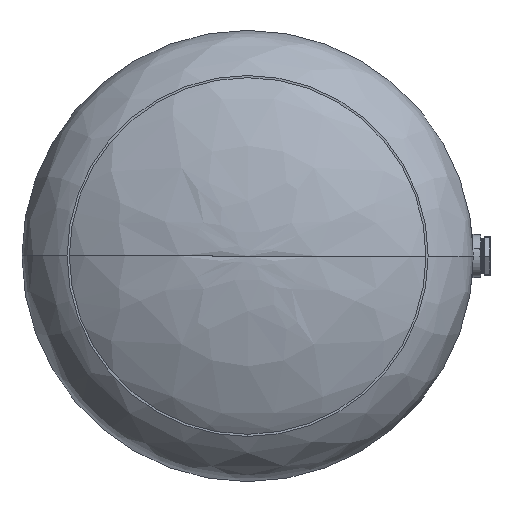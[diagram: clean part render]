
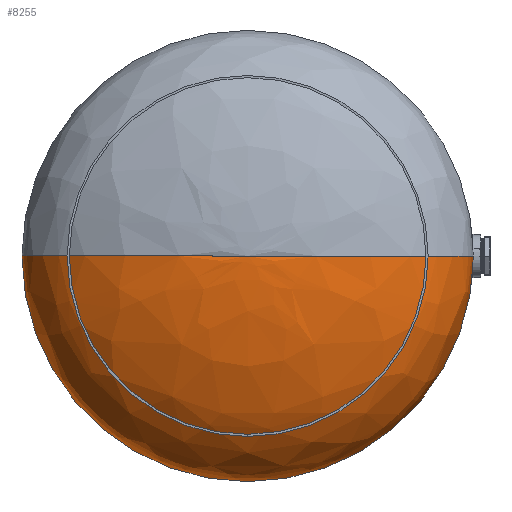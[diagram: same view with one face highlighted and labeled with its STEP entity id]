
A CAD part, left-side view. The second image highlights one B-rep face of the part: STEP entity #8255.
In plain terms, the highlighted free-form (B-spline) face has degree [3, 3] with [4, 4] control points.
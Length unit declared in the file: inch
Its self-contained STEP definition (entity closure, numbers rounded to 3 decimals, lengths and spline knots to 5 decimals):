
#432 = EDGE_LOOP ( 'NONE', ( #584, #5261, #11452 ) ) ;
#514 = CARTESIAN_POINT ( 'NONE',  ( 0., 8.375, 0. ) ) ;
#584 = ORIENTED_EDGE ( 'NONE', *, *, #3595, .F. ) ;
#630 = CARTESIAN_POINT ( 'NONE',  ( 8.7868, 8.375, 0. ) ) ;
#1066 = CARTESIAN_POINT ( 'NONE',  ( 0., 8.375, 0. ) ) ;
#1331 = DIRECTION ( 'NONE',  ( -1., 0., 0. ) ) ;
#1573 = CARTESIAN_POINT ( 'NONE',  ( 15., 0.788, 0. ) ) ;
#2202 = DIRECTION ( 'NONE',  ( 0., 1., 0. ) ) ;
#2379 = VERTEX_POINT ( 'NONE', #10965 ) ;
#2621 = CARTESIAN_POINT ( 'NONE',  ( -8.7868, 8.375, 0. ) ) ;
#2721 = CARTESIAN_POINT ( 'NONE',  ( 0., 8.375, 0. ) ) ;
#2831 = CARTESIAN_POINT ( 'NONE',  ( 15., 0.788, 30. ) ) ;
#2886 = CARTESIAN_POINT ( 'NONE',  ( -15., 0.788, 30. ) ) ;
#3034 = VERTEX_POINT ( 'NONE', #1066 ) ;
#3059 = CARTESIAN_POINT ( 'NONE',  ( -8.7868, 8.375, 17.57359 ) ) ;
#3595 = EDGE_CURVE ( 'NONE', #3034, #11332, #7588, .T. ) ;
#3660 =( BOUNDED_CURVE ( )  B_SPLINE_CURVE ( 3, ( #7294, #6696, #8413, #11175 ),
 .UNSPECIFIED., .F., .T. ) 
 B_SPLINE_CURVE_WITH_KNOTS ( ( 4, 4 ),
 ( 4.71239, 6.28319 ),
 .UNSPECIFIED. ) 
 CURVE ( )  GEOMETRIC_REPRESENTATION_ITEM ( )  RATIONAL_B_SPLINE_CURVE ( ( 1., 0.805, 0.805, 1. ) ) 
 REPRESENTATION_ITEM ( '' )  );
#3812 = CARTESIAN_POINT ( 'NONE',  ( -15., 5.23236, 0. ) ) ;
#4112 =( BOUNDED_SURFACE ( )  B_SPLINE_SURFACE ( 3, 3, ( 
 ( #2721, #11556, #10686, #9782 ),
 ( #2621, #3059, #11126, #11068 ),
 ( #3812, #8245, #11012, #7531 ),
 ( #4746, #2886, #2831, #9950 ) ),
 .UNSPECIFIED., .F., .F., .T. ) 
 B_SPLINE_SURFACE_WITH_KNOTS ( ( 4, 4 ),
 ( 4, 4 ),
 ( 0., 1. ),
 ( 0., 1. ),
 .UNSPECIFIED. ) 
 GEOMETRIC_REPRESENTATION_ITEM ( )  RATIONAL_B_SPLINE_SURFACE ( (
 ( 1., 0.333, 0.333, 1.),
 ( 0.805, 0.268, 0.268, 0.805),
 ( 0.805, 0.268, 0.268, 0.805),
 ( 1., 0.333, 0.333, 1.) ) ) 
 REPRESENTATION_ITEM ( '' )  SURFACE ( )  );
#4746 = CARTESIAN_POINT ( 'NONE',  ( -15., 0.788, 0. ) ) ;
#5261 = ORIENTED_EDGE ( 'NONE', *, *, #7043, .T. ) ;
#6696 = CARTESIAN_POINT ( 'NONE',  ( -8.7868, 8.375, 0. ) ) ;
#6909 = CARTESIAN_POINT ( 'NONE',  ( 15., 5.23236, 0. ) ) ;
#7043 = EDGE_CURVE ( 'NONE', #3034, #2379, #3660, .T. ) ;
#7294 = CARTESIAN_POINT ( 'NONE',  ( 0., 8.375, 0. ) ) ;
#7531 = CARTESIAN_POINT ( 'NONE',  ( 15., 5.23236, 0. ) ) ;
#7588 =( BOUNDED_CURVE ( )  B_SPLINE_CURVE ( 3, ( #514, #630, #6909, #1573 ),
 .UNSPECIFIED., .F., .T. ) 
 B_SPLINE_CURVE_WITH_KNOTS ( ( 4, 4 ),
 ( 4.71239, 6.28319 ),
 .UNSPECIFIED. ) 
 CURVE ( )  GEOMETRIC_REPRESENTATION_ITEM ( )  RATIONAL_B_SPLINE_CURVE ( ( 1., 0.805, 0.805, 1. ) ) 
 REPRESENTATION_ITEM ( '' )  );
#8245 = CARTESIAN_POINT ( 'NONE',  ( -15., 5.23236, 30. ) ) ;
#8255 = ADVANCED_FACE ( 'NONE', ( #8849 ), #4112, .T. ) ;
#8357 = AXIS2_PLACEMENT_3D ( 'NONE', #11123, #2202, #1331 ) ;
#8413 = CARTESIAN_POINT ( 'NONE',  ( -15., 5.23236, 0. ) ) ;
#8849 = FACE_OUTER_BOUND ( 'NONE', #432, .T. ) ;
#9782 = CARTESIAN_POINT ( 'NONE',  ( 0., 8.375, 0. ) ) ;
#9950 = CARTESIAN_POINT ( 'NONE',  ( 15., 0.788, 0. ) ) ;
#10686 = CARTESIAN_POINT ( 'NONE',  ( 0., 8.375, 0. ) ) ;
#10742 = EDGE_CURVE ( 'NONE', #2379, #11332, #10818, .T. ) ;
#10818 = CIRCLE ( 'NONE', #8357, 15. ) ;
#10965 = CARTESIAN_POINT ( 'NONE',  ( -15., 0.788, 0. ) ) ;
#11012 = CARTESIAN_POINT ( 'NONE',  ( 15., 5.23236, 30. ) ) ;
#11068 = CARTESIAN_POINT ( 'NONE',  ( 8.7868, 8.375, 0. ) ) ;
#11108 = CARTESIAN_POINT ( 'NONE',  ( 15., 0.788, 0. ) ) ;
#11123 = CARTESIAN_POINT ( 'NONE',  ( 0., 0.788, 0. ) ) ;
#11126 = CARTESIAN_POINT ( 'NONE',  ( 8.7868, 8.375, 17.57359 ) ) ;
#11175 = CARTESIAN_POINT ( 'NONE',  ( -15., 0.788, 0. ) ) ;
#11332 = VERTEX_POINT ( 'NONE', #11108 ) ;
#11452 = ORIENTED_EDGE ( 'NONE', *, *, #10742, .T. ) ;
#11556 = CARTESIAN_POINT ( 'NONE',  ( 0., 8.375, 0. ) ) ;
